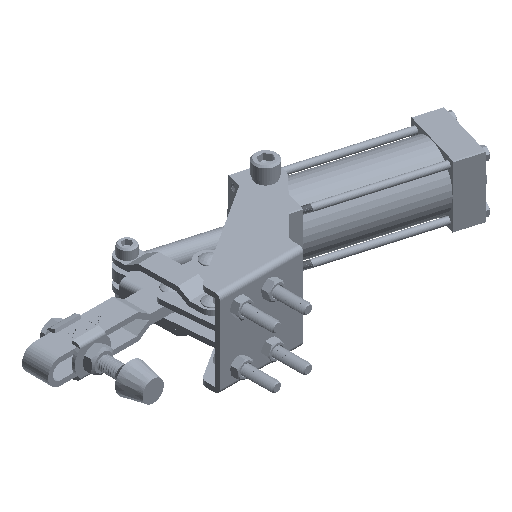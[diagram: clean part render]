
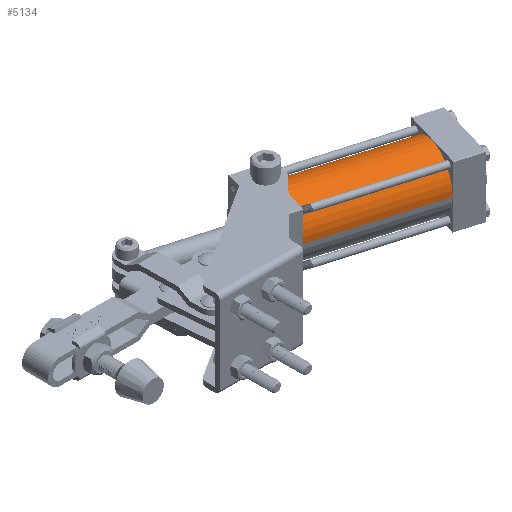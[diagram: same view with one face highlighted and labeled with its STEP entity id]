
A CAD part, isometric view. The second image highlights one B-rep face of the part: STEP entity #5134.
In plain terms, the highlighted cylindrical face has radius 18.5 mm (diameter 37 mm), a partial arc.
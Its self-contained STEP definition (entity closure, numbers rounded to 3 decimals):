
#934 = VERTEX_POINT ( 'NONE', #4411 ) ;
#3525 = VECTOR ( 'NONE', #42645, 1000. ) ;
#4411 = CARTESIAN_POINT ( 'NONE',  ( -50.388, 1.497, 0. ) ) ;
#4624 = DIRECTION ( 'NONE',  ( 0., 0., 1. ) ) ;
#5078 = CARTESIAN_POINT ( 'NONE',  ( -50.388, 1.497, -74. ) ) ;
#5134 = ADVANCED_FACE ( 'NONE', ( #26044 ), #7450, .T. ) ;
#5478 = EDGE_CURVE ( 'NONE', #934, #42382, #45738, .T. ) ;
#6170 = VERTEX_POINT ( 'NONE', #34386 ) ;
#7450 = CYLINDRICAL_SURFACE ( 'NONE', #45666, 18.5 ) ;
#12016 = CARTESIAN_POINT ( 'NONE',  ( -31.888, 1.497, 0. ) ) ;
#15062 = DIRECTION ( 'NONE',  ( 0., 0., -1. ) ) ;
#15434 = CARTESIAN_POINT ( 'NONE',  ( -31.888, 1.497, -74. ) ) ;
#16767 = EDGE_LOOP ( 'NONE', ( #28812, #20280, #54912, #79243 ) ) ;
#18298 = DIRECTION ( 'NONE',  ( 1., 0., 0. ) ) ;
#20280 = ORIENTED_EDGE ( 'NONE', *, *, #25736, .T. ) ;
#25736 = EDGE_CURVE ( 'NONE', #6170, #934, #34880, .T. ) ;
#26044 = FACE_OUTER_BOUND ( 'NONE', #16767, .T. ) ;
#28812 = ORIENTED_EDGE ( 'NONE', *, *, #44148, .F. ) ;
#29131 = AXIS2_PLACEMENT_3D ( 'NONE', #52633, #15062, #58972 ) ;
#34360 = DIRECTION ( 'NONE',  ( 1., 0., 0. ) ) ;
#34386 = CARTESIAN_POINT ( 'NONE',  ( -50.388, 1.497, -74. ) ) ;
#34880 = LINE ( 'NONE', #5078, #3525 ) ;
#35411 = VERTEX_POINT ( 'NONE', #50800 ) ;
#35608 = AXIS2_PLACEMENT_3D ( 'NONE', #12016, #55898, #18298 ) ;
#37300 = VECTOR ( 'NONE', #4624, 1000. ) ;
#42382 = VERTEX_POINT ( 'NONE', #50560 ) ;
#42645 = DIRECTION ( 'NONE',  ( 0., 0., 1. ) ) ;
#44148 = EDGE_CURVE ( 'NONE', #6170, #35411, #72781, .T. ) ;
#45666 = AXIS2_PLACEMENT_3D ( 'NONE', #15434, #71890, #34360 ) ;
#45738 = CIRCLE ( 'NONE', #35608, 18.5 ) ;
#50560 = CARTESIAN_POINT ( 'NONE',  ( -13.388, 1.497, 0. ) ) ;
#50800 = CARTESIAN_POINT ( 'NONE',  ( -13.388, 1.497, -74. ) ) ;
#52633 = CARTESIAN_POINT ( 'NONE',  ( -31.888, 1.497, -74. ) ) ;
#54912 = ORIENTED_EDGE ( 'NONE', *, *, #5478, .T. ) ;
#55898 = DIRECTION ( 'NONE',  ( 0., 0., -1. ) ) ;
#58972 = DIRECTION ( 'NONE',  ( -1., 0., 0. ) ) ;
#71890 = DIRECTION ( 'NONE',  ( 0., 0., 1. ) ) ;
#72781 = CIRCLE ( 'NONE', #29131, 18.5 ) ;
#74551 = LINE ( 'NONE', #79653, #37300 ) ;
#78098 = EDGE_CURVE ( 'NONE', #35411, #42382, #74551, .T. ) ;
#79243 = ORIENTED_EDGE ( 'NONE', *, *, #78098, .F. ) ;
#79653 = CARTESIAN_POINT ( 'NONE',  ( -13.388, 1.497, -74. ) ) ;
